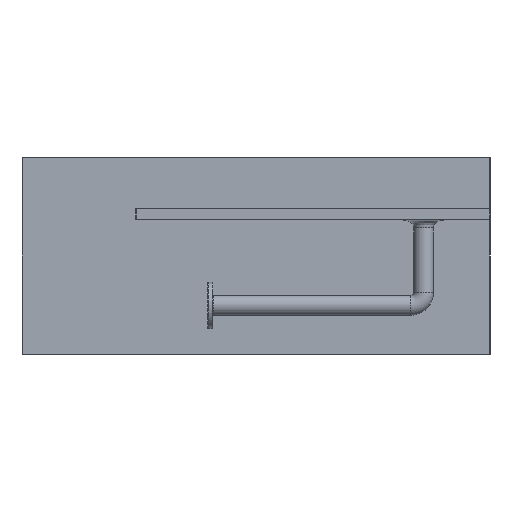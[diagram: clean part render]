
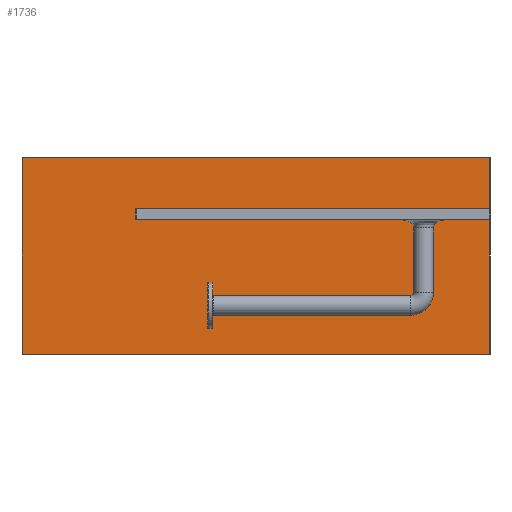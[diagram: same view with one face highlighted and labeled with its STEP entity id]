
A CAD part, front view. The second image highlights one B-rep face of the part: STEP entity #1736.
In plain terms, the highlighted planar face has unit normal (0, -1, 0).
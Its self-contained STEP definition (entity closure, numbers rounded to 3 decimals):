
#129=LINE('',#4344,#197);
#130=LINE('',#4354,#198);
#131=LINE('',#4356,#199);
#132=LINE('',#4360,#200);
#197=VECTOR('',#2939,1000.);
#198=VECTOR('',#2954,1000.);
#199=VECTOR('',#2957,1000.);
#200=VECTOR('',#2962,1000.);
#434=ORIENTED_EDGE('',*,*,#835,.T.);
#435=ORIENTED_EDGE('',*,*,#833,.T.);
#436=ORIENTED_EDGE('',*,*,#827,.T.);
#437=ORIENTED_EDGE('',*,*,#832,.T.);
#827=EDGE_CURVE('',#1036,#1035,#129,.F.);
#832=EDGE_CURVE('',#1035,#1037,#130,.T.);
#833=EDGE_CURVE('',#1038,#1036,#131,.F.);
#835=EDGE_CURVE('',#1037,#1038,#132,.F.);
#1035=VERTEX_POINT('',#4343);
#1036=VERTEX_POINT('',#4345);
#1037=VERTEX_POINT('',#4353);
#1038=VERTEX_POINT('',#4357);
#1320=EDGE_LOOP('',(#434,#435,#436,#437));
#1516=FACE_BOUND('',#1320,.T.);
#1678=PLANE('',#2610);
#1736=ADVANCED_FACE('',(#1516),#1678,.T.);
#2610=AXIS2_PLACEMENT_3D('',#4359,#2960,#2961);
#2939=DIRECTION('',(0.,0.,-1.));
#2954=DIRECTION('',(-1.,0.,0.));
#2957=DIRECTION('',(-1.,0.,0.));
#2960=DIRECTION('',(0.,-1.,0.));
#2961=DIRECTION('',(1.,0.,0.));
#2962=DIRECTION('',(0.,0.,1.));
#4343=CARTESIAN_POINT('',(141.73,-9.,77.643));
#4344=CARTESIAN_POINT('',(141.73,-9.,34.76));
#4345=CARTESIAN_POINT('',(141.73,-9.,-41.757));
#4353=CARTESIAN_POINT('',(-141.67,-9.,77.643));
#4354=CARTESIAN_POINT('',(86.76,-9.,77.643));
#4356=CARTESIAN_POINT('',(86.76,-9.,-41.757));
#4357=CARTESIAN_POINT('',(-141.67,-9.,-41.757));
#4359=CARTESIAN_POINT('',(86.76,-9.,34.76));
#4360=CARTESIAN_POINT('',(-141.67,-9.,34.76));
